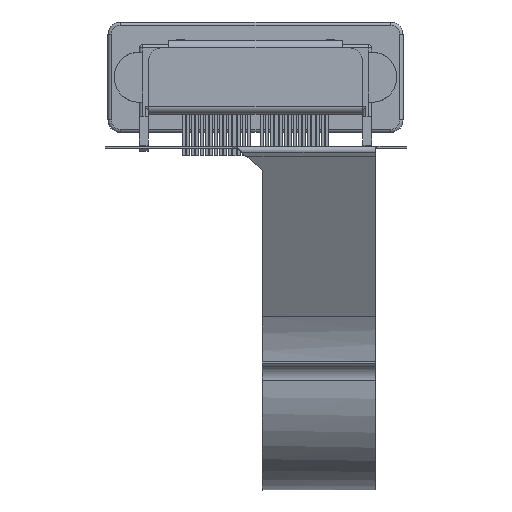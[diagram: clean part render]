
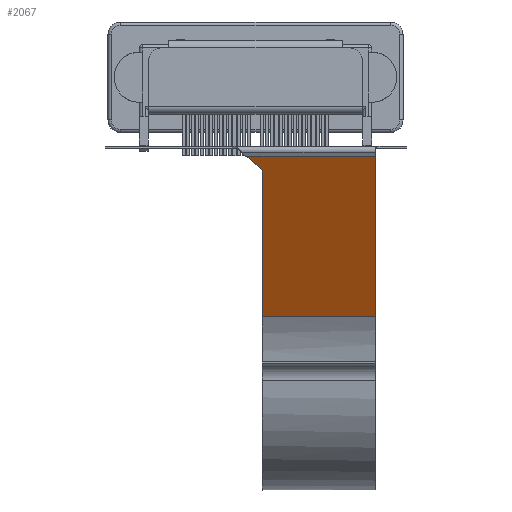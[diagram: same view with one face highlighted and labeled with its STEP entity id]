
A CAD part, left-side view. The second image highlights one B-rep face of the part: STEP entity #2067.
In plain terms, the highlighted planar face has unit normal (-0.866, 0, -0.5).
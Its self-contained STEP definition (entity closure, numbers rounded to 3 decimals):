
#2067 = ADVANCED_FACE('',(#2068),#2110,.F.);
#2068 = FACE_BOUND('',#2069,.T.);
#2069 = EDGE_LOOP('',(#2070,#2080,#2088,#2096,#2104));
#2070 = ORIENTED_EDGE('',*,*,#2071,.T.);
#2071 = EDGE_CURVE('',#2072,#2074,#2076,.T.);
#2072 = VERTEX_POINT('',#2073);
#2073 = CARTESIAN_POINT('',(76.65,78.3,
    -0.78));
#2074 = VERTEX_POINT('',#2075);
#2075 = CARTESIAN_POINT('',(77.3,77.,
    -1.906));
#2076 = LINE('',#2077,#2078);
#2077 = CARTESIAN_POINT('',(76.65,78.3,
    -0.78));
#2078 = VECTOR('',#2079,1.);
#2079 = DIRECTION('',(0.354,-0.707,-0.612));
#2080 = ORIENTED_EDGE('',*,*,#2081,.T.);
#2081 = EDGE_CURVE('',#2074,#2082,#2084,.T.);
#2082 = VERTEX_POINT('',#2083);
#2083 = CARTESIAN_POINT('',(84.038,77.,
    -13.576));
#2084 = LINE('',#2085,#2086);
#2085 = CARTESIAN_POINT('',(77.3,77.,
    -1.906));
#2086 = VECTOR('',#2087,1.);
#2087 = DIRECTION('',(0.5,0.,
    -0.866));
#2088 = ORIENTED_EDGE('',*,*,#2089,.T.);
#2089 = EDGE_CURVE('',#2082,#2090,#2092,.T.);
#2090 = VERTEX_POINT('',#2091);
#2091 = CARTESIAN_POINT('',(84.038,68.,
    -13.576));
#2092 = LINE('',#2093,#2094);
#2093 = CARTESIAN_POINT('',(84.038,77.,
    -13.576));
#2094 = VECTOR('',#2095,1.);
#2095 = DIRECTION('',(0.,-1.,
    0.));
#2096 = ORIENTED_EDGE('',*,*,#2097,.T.);
#2097 = EDGE_CURVE('',#2090,#2098,#2100,.T.);
#2098 = VERTEX_POINT('',#2099);
#2099 = CARTESIAN_POINT('',(76.65,68.,
    -0.78));
#2100 = LINE('',#2101,#2102);
#2101 = CARTESIAN_POINT('',(84.038,68.,
    -13.576));
#2102 = VECTOR('',#2103,1.);
#2103 = DIRECTION('',(-0.5,0.,0.866
    ));
#2104 = ORIENTED_EDGE('',*,*,#2105,.T.);
#2105 = EDGE_CURVE('',#2098,#2072,#2106,.T.);
#2106 = LINE('',#2107,#2108);
#2107 = CARTESIAN_POINT('',(76.65,68.,
    -0.78));
#2108 = VECTOR('',#2109,1.);
#2109 = DIRECTION('',(0.,1.,
    0.));
#2110 = PLANE('',#2111);
#2111 = AXIS2_PLACEMENT_3D('',#2112,#2113,#2114);
#2112 = CARTESIAN_POINT('',(76.65,78.3,
    -0.78));
#2113 = DIRECTION('',(0.866,0.,0.5
    ));
#2114 = DIRECTION('',(0.5,0.,
    -0.866));
